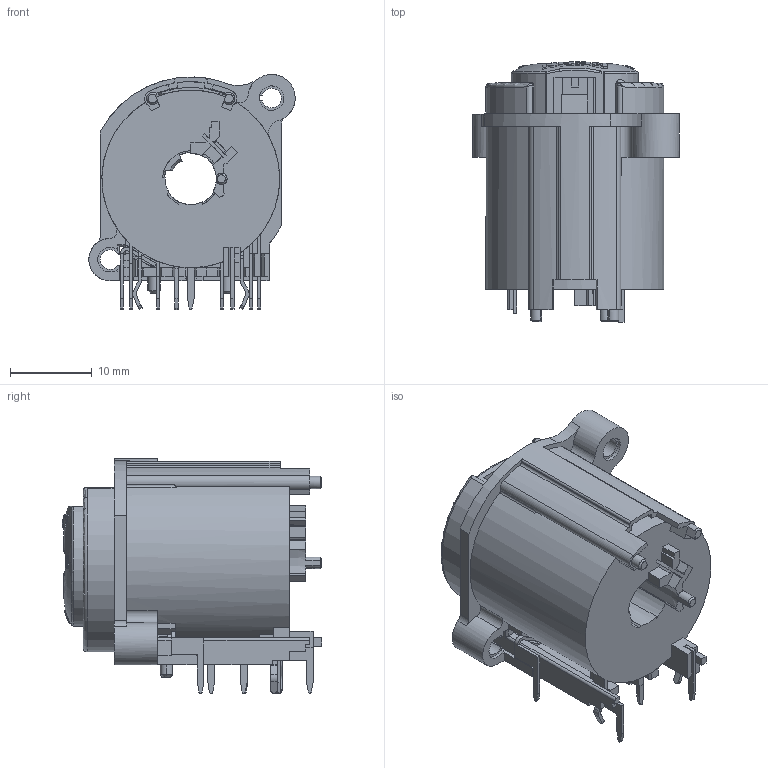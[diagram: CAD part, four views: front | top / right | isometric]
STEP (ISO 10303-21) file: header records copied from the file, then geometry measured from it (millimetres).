
FILE_DESCRIPTION((''),'2;1');
FILE_NAME('RCJ10FA-H-0_1','2020-06-30T',('zyj'),(''),'PRO/ENGINEER BY PARAMETRIC TECHNOLOGY CORPORATION, 2013040','PRO/ENGINEER BY PARAMETRIC TECHNOLOGY CORPORATION, 2013040','');
FILE_SCHEMA(('CONFIG_CONTROL_DESIGN','SHAPE_APPEARANCE_LAYERS_GROUPS'));
Length unit declared in the file: millimetre
Products named in the file (1): RCJ10FA-H-0_1
Bounding box: 25.3 x 31.88 x 28.82 mm (x, y, z)
Volume: 8073.7 mm3; surface area: 7349.7 mm2
Topology: 1 solids, 4 shells, 933 faces, 2769 edges, 1831 vertices
Faces by surface type: plane 637, cylinder 146, extrusion 54, bspline 44, cone 27, torus 19, sphere 6
Entity records: 34740 total; most frequent: CARTESIAN_POINT 10381, ORIENTED_EDGE 5528, DIRECTION 4399, EDGE_CURVE 2764, VERTEX_POINT 1831, VECTOR 1797, LINE 1743, AXIS2_PLACEMENT_3D 1301
